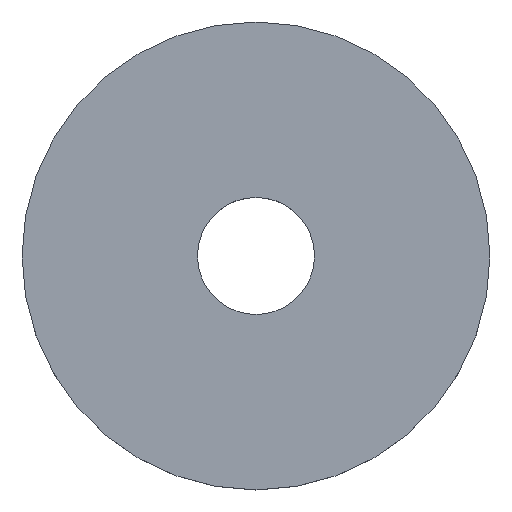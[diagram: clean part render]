
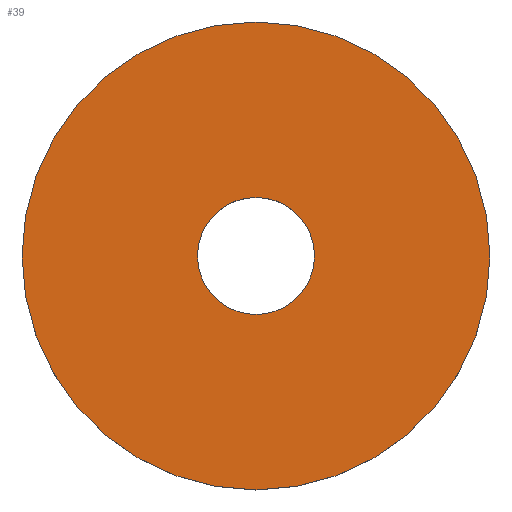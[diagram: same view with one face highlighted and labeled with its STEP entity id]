
A CAD part, top view. The second image highlights one B-rep face of the part: STEP entity #39.
In plain terms, the highlighted planar face has unit normal (0, 0, 1).
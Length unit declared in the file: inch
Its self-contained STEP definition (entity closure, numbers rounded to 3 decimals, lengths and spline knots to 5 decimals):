
#5 = ORIENTED_EDGE ( 'NONE', *, *, #32, .F. ) ;
#7 = ORIENTED_EDGE ( 'NONE', *, *, #36, .T. ) ;
#8 = ORIENTED_EDGE ( 'NONE', *, *, #30, .T. ) ;
#13 = ORIENTED_EDGE ( 'NONE', *, *, #27, .F. ) ;
#14 = EDGE_LOOP ( 'NONE', ( #5, #13 ) ) ;
#27 = EDGE_CURVE ( 'NONE', #230, #232, #94, .T. ) ;
#30 = EDGE_CURVE ( 'NONE', #224, #234, #93, .T. ) ;
#32 = EDGE_CURVE ( 'NONE', #232, #230, #95, .T. ) ;
#36 = EDGE_CURVE ( 'NONE', #234, #224, #216, .T. ) ;
#39 = ADVANCED_FACE ( 'NONE', ( #217, #222 ), #204, .T. ) ;
#59 = DIRECTION ( 'NONE',  ( 0., 0., 1. ) ) ;
#60 = DIRECTION ( 'NONE',  ( 1., 0., 0. ) ) ;
#63 = CARTESIAN_POINT ( 'NONE',  ( 0., 0., 0. ) ) ;
#77 = EDGE_LOOP ( 'NONE', ( #7, #8 ) ) ;
#93 = CIRCLE ( 'NONE', #194, 0.75 ) ;
#94 = CIRCLE ( 'NONE', #251, 0.1875 ) ;
#95 = CIRCLE ( 'NONE', #195, 0.1875 ) ;
#135 = DIRECTION ( 'NONE',  ( 0., 0., 1. ) ) ;
#136 = DIRECTION ( 'NONE',  ( 1., 0., 0. ) ) ;
#140 = DIRECTION ( 'NONE',  ( 0., 0., 1. ) ) ;
#141 = CARTESIAN_POINT ( 'NONE',  ( 0., 0., 0. ) ) ;
#177 = DIRECTION ( 'NONE',  ( 0., 0., 1. ) ) ;
#178 = DIRECTION ( 'NONE',  ( 1., 0., 0. ) ) ;
#179 = CARTESIAN_POINT ( 'NONE',  ( 0., 0., 0. ) ) ;
#180 = DIRECTION ( 'NONE',  ( 1., 0., 0. ) ) ;
#181 = DIRECTION ( 'NONE',  ( 0., 0., 1. ) ) ;
#182 = CARTESIAN_POINT ( 'NONE',  ( 0., 0., 0. ) ) ;
#194 = AXIS2_PLACEMENT_3D ( 'NONE', #182, #181, #180 ) ;
#195 = AXIS2_PLACEMENT_3D ( 'NONE', #179, #59, #60 ) ;
#196 = AXIS2_PLACEMENT_3D ( 'NONE', #63, #177, #178 ) ;
#201 = CARTESIAN_POINT ( 'NONE',  ( 0., 0., 0. ) ) ;
#204 = PLANE ( 'NONE',  #243 ) ;
#209 = CARTESIAN_POINT ( 'NONE',  ( -0.75, 0., 0. ) ) ;
#216 = CIRCLE ( 'NONE', #196, 0.75 ) ;
#217 = FACE_BOUND ( 'NONE', #14, .T. ) ;
#222 = FACE_OUTER_BOUND ( 'NONE', #77, .T. ) ;
#224 = VERTEX_POINT ( 'NONE', #209 ) ;
#229 = DIRECTION ( 'NONE',  ( 1., 0., 0. ) ) ;
#230 = VERTEX_POINT ( 'NONE', #235 ) ;
#232 = VERTEX_POINT ( 'NONE', #236 ) ;
#234 = VERTEX_POINT ( 'NONE', #247 ) ;
#235 = CARTESIAN_POINT ( 'NONE',  ( -0.1875, 0., 0. ) ) ;
#236 = CARTESIAN_POINT ( 'NONE',  ( 0.1875, 0., 0. ) ) ;
#243 = AXIS2_PLACEMENT_3D ( 'NONE', #201, #135, #136 ) ;
#247 = CARTESIAN_POINT ( 'NONE',  ( 0.75, 0., 0. ) ) ;
#251 = AXIS2_PLACEMENT_3D ( 'NONE', #141, #140, #229 ) ;
